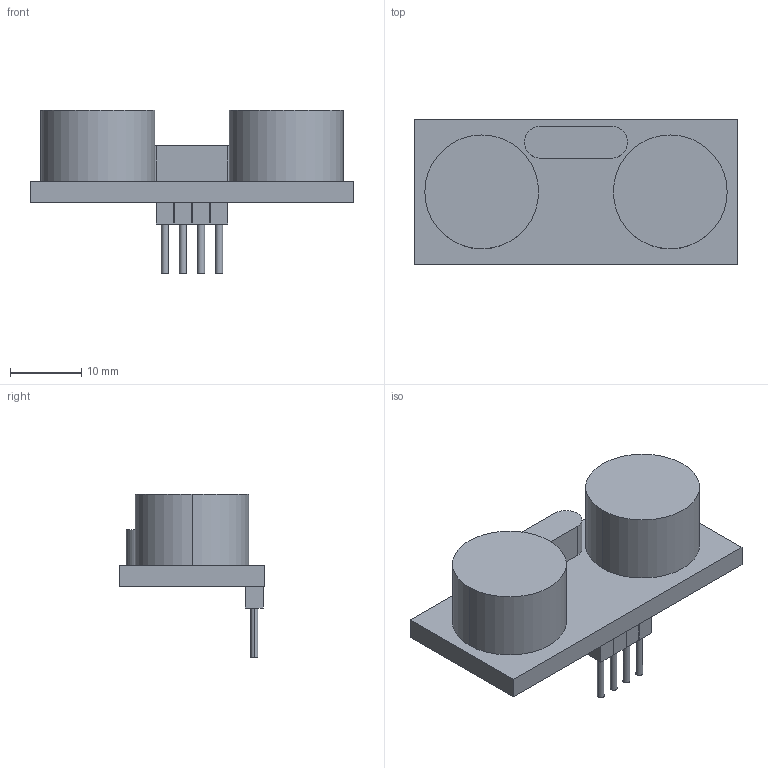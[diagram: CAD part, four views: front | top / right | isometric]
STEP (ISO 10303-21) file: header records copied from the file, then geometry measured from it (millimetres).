
FILE_DESCRIPTION (( 'STEP AP214' ), '1' );
FILE_NAME ('ultrasonic_sensor.STEP', '2022-11-02T23:40:18', ( '' ), ( '' ), 'SwSTEP 2.0', 'SolidWorks 2021', '' );
FILE_SCHEMA (( 'AUTOMOTIVE_DESIGN' ));
Length unit declared in the file: millimetre
Products named in the file (1): ultrasonic_sensor
Bounding box: 45.5 x 20.5 x 23 mm (x, y, z)
Volume: 7221 mm3; surface area: 3645.5 mm2
Topology: 1 solids, 1 shells, 50 faces, 111 edges, 74 vertices
Faces by surface type: plane 35, cylinder 15
Entity records: 1903 total; most frequent: DIRECTION 243, CARTESIAN_POINT 236, ORIENTED_EDGE 222, EDGE_CURVE 111, AXIS2_PLACEMENT_3D 81, LINE 81, VECTOR 81, VERTEX_POINT 74
